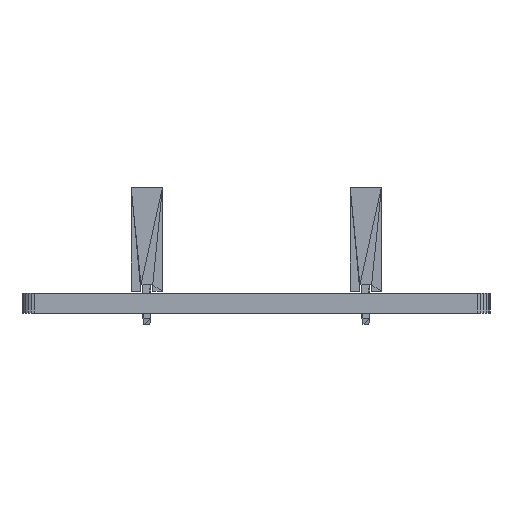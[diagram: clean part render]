
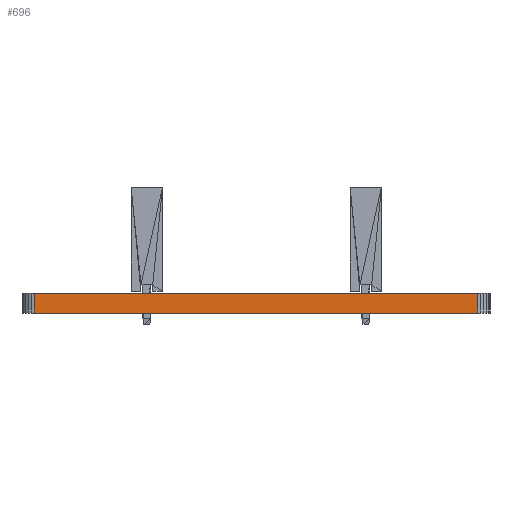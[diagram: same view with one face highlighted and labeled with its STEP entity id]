
A CAD part, left-side view. The second image highlights one B-rep face of the part: STEP entity #696.
In plain terms, the highlighted planar face has unit normal (-1, 0, 0).
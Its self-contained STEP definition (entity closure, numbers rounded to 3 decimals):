
#671 = VERTEX_POINT('',#672);
#672 = CARTESIAN_POINT('',(-21.635,52.317,
    -1.59));
#678 = EDGE_CURVE('',#679,#671,#681,.T.);
#679 = VERTEX_POINT('',#680);
#680 = CARTESIAN_POINT('',(-21.635,52.317,0.));
#681 = LINE('',#682,#683);
#682 = CARTESIAN_POINT('',(-21.635,52.317,0.));
#683 = VECTOR('',#684,1.);
#684 = DIRECTION('',(0.,0.,-1.));
#696 = ADVANCED_FACE('',(#697),#722,.T.);
#697 = FACE_BOUND('',#698,.T.);
#698 = EDGE_LOOP('',(#699,#700,#708,#716));
#699 = ORIENTED_EDGE('',*,*,#678,.T.);
#700 = ORIENTED_EDGE('',*,*,#701,.T.);
#701 = EDGE_CURVE('',#671,#702,#704,.T.);
#702 = VERTEX_POINT('',#703);
#703 = CARTESIAN_POINT('',(-21.635,16.318,-1.59));
#704 = LINE('',#705,#706);
#705 = CARTESIAN_POINT('',(-21.635,52.317,
    -1.59));
#706 = VECTOR('',#707,1.);
#707 = DIRECTION('',(0.,-1.,0.));
#708 = ORIENTED_EDGE('',*,*,#709,.F.);
#709 = EDGE_CURVE('',#710,#702,#712,.T.);
#710 = VERTEX_POINT('',#711);
#711 = CARTESIAN_POINT('',(-21.635,16.318,0.));
#712 = LINE('',#713,#714);
#713 = CARTESIAN_POINT('',(-21.635,16.318,0.));
#714 = VECTOR('',#715,1.);
#715 = DIRECTION('',(0.,0.,-1.));
#716 = ORIENTED_EDGE('',*,*,#717,.F.);
#717 = EDGE_CURVE('',#679,#710,#718,.T.);
#718 = LINE('',#719,#720);
#719 = CARTESIAN_POINT('',(-21.635,52.317,0.));
#720 = VECTOR('',#721,1.);
#721 = DIRECTION('',(0.,-1.,0.));
#722 = PLANE('',#723);
#723 = AXIS2_PLACEMENT_3D('',#724,#725,#726);
#724 = CARTESIAN_POINT('',(-21.635,52.317,0.));
#725 = DIRECTION('',(-1.,0.,0.));
#726 = DIRECTION('',(0.,-1.,0.));
